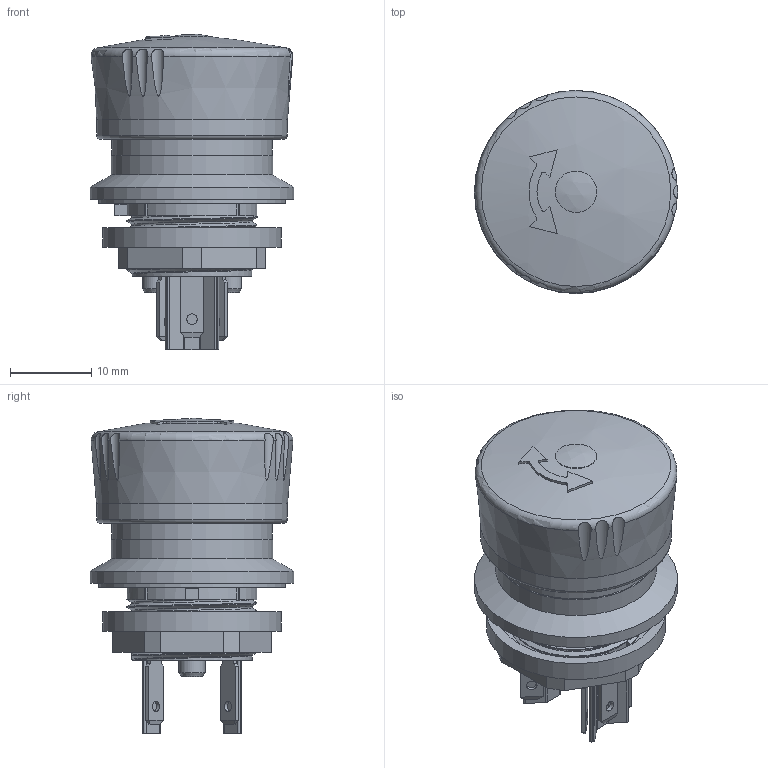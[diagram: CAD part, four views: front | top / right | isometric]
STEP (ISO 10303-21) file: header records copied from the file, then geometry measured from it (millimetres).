
FILE_DESCRIPTION(/* description */ (''),/* implementation_level */ '2;1');
FILE_NAME(/* name */ 'YVLOO_ipt.stp',/* time_stamp */ '2020-10-27T13:25:40+01:00',/* author */ ('ahoffmann'),/* organization */ (''),/* preprocessor_version */ 'ST-DEVELOPER v17.2',/* originating_system */ 'Autodesk Inventor 2019',/* authorisation */ '');
FILE_SCHEMA (('AUTOMOTIVE_DESIGN { 1 0 10303 214 3 1 1 }'));
Length unit declared in the file: millimetre
Products named in the file (1): YVLOO_vereinfacht
Bounding box: 25 x 25 x 38.79 mm (x, y, z)
Volume: 10753.8 mm3; surface area: 4625.1 mm2
Topology: 1 solids, 1 shells, 1015 faces, 2895 edges, 1922 vertices
Faces by surface type: plane 865, cylinder 121, bspline 15, cone 7, torus 4, sphere 3
Full cylindrical faces by diameter (mm): 1.3 x6, 3.2 x3, 5.1 x1, 14.77 x1, 14.796 x3, 16 x2, 16.5 x1, 19.5 x1, 19.75 x1, 19.85 x1, 20.2 x1, 22 x1, 23 x1, 23.5 x1, 25 x1
Entity records: 36119 total; most frequent: CARTESIAN_POINT 9608, ORIENTED_EDGE 5794, DIRECTION 5020, EDGE_CURVE 2897, LINE 2504, VECTOR 2504, VERTEX_POINT 1924, AXIS2_PLACEMENT_3D 1258
